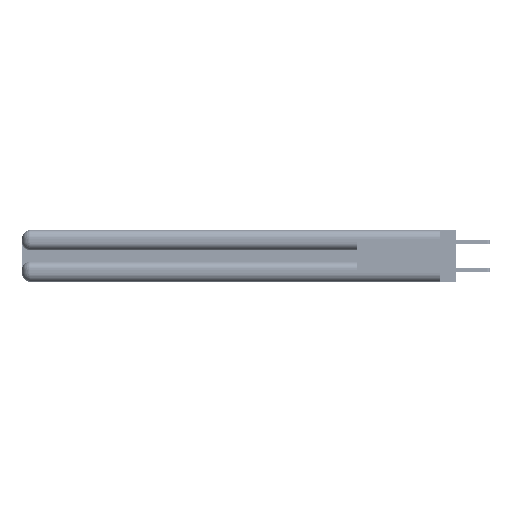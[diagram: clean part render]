
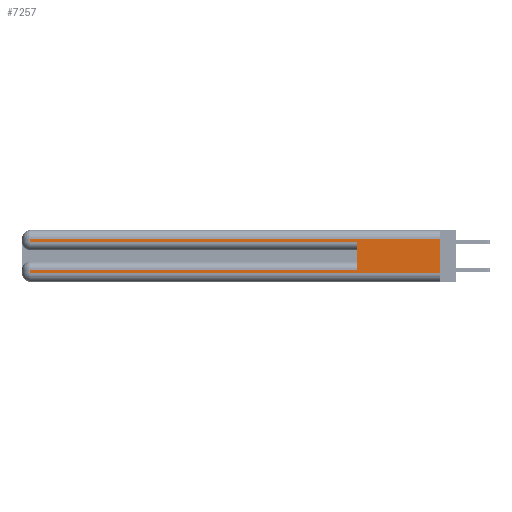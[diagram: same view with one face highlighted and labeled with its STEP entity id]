
A CAD part, left-side view. The second image highlights one B-rep face of the part: STEP entity #7257.
In plain terms, the highlighted planar face has unit normal (-1, 0, 0).
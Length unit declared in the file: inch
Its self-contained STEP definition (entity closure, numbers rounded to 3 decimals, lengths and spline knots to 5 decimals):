
#315 = VERTEX_POINT ( 'NONE', #20681 ) ;
#1330 = VECTOR ( 'NONE', #43926, 39.37008 ) ;
#1349 = CARTESIAN_POINT ( 'NONE',  ( 0., 2.94, 0.31 ) ) ;
#3781 = PLANE ( 'NONE',  #8294 ) ;
#5799 = VECTOR ( 'NONE', #12243, 39.37008 ) ;
#6422 = VERTEX_POINT ( 'NONE', #10858 ) ;
#7257 = ADVANCED_FACE ( 'NONE', ( #20350 ), #3781, .F. ) ;
#7293 = DIRECTION ( 'NONE',  ( 0., 0., 1. ) ) ;
#7600 = LINE ( 'NONE', #36952, #43044 ) ;
#7607 = VERTEX_POINT ( 'NONE', #36115 ) ;
#7782 = DIRECTION ( 'NONE',  ( 0., 0., -1. ) ) ;
#8151 = DIRECTION ( 'NONE',  ( 1., 0., 0. ) ) ;
#8294 = AXIS2_PLACEMENT_3D ( 'NONE', #38600, #8151, #7782 ) ;
#8499 = VECTOR ( 'NONE', #48126, 39.37008 ) ;
#8654 = EDGE_CURVE ( 'NONE', #23061, #6422, #40594, .T. ) ;
#9788 = CARTESIAN_POINT ( 'NONE',  ( 0., 2.94, 0.37 ) ) ;
#10235 = EDGE_CURVE ( 'NONE', #27868, #36770, #20090, .T. ) ;
#10858 = CARTESIAN_POINT ( 'NONE',  ( 0., 0., 0.06 ) ) ;
#11215 = LINE ( 'NONE', #20832, #5799 ) ;
#11645 = DIRECTION ( 'NONE',  ( 0., 0., -1. ) ) ;
#12243 = DIRECTION ( 'NONE',  ( 0., -1., 0. ) ) ;
#12779 = EDGE_CURVE ( 'NONE', #23061, #27868, #7600, .T. ) ;
#13129 = EDGE_CURVE ( 'NONE', #36770, #315, #13203, .T. ) ;
#13203 = LINE ( 'NONE', #15872, #30232 ) ;
#13472 = CARTESIAN_POINT ( 'NONE',  ( 0., 2.94, 0.37 ) ) ;
#14071 = VECTOR ( 'NONE', #11645, 39.37008 ) ;
#15872 = CARTESIAN_POINT ( 'NONE',  ( 0., 0., 0.285 ) ) ;
#16781 = ORIENTED_EDGE ( 'NONE', *, *, #41340, .T. ) ;
#17443 = EDGE_LOOP ( 'NONE', ( #18872, #53270, #24162, #33710, #45366, #25699, #54130, #16781 ) ) ;
#18872 = ORIENTED_EDGE ( 'NONE', *, *, #8654, .F. ) ;
#20090 = LINE ( 'NONE', #9788, #8499 ) ;
#20350 = FACE_OUTER_BOUND ( 'NONE', #17443, .T. ) ;
#20681 = CARTESIAN_POINT ( 'NONE',  ( 0., 0.6, 0.285 ) ) ;
#20832 = CARTESIAN_POINT ( 'NONE',  ( 0., 0., 0.06 ) ) ;
#21694 = VECTOR ( 'NONE', #36893, 39.37008 ) ;
#23061 = VERTEX_POINT ( 'NONE', #54147 ) ;
#24162 = ORIENTED_EDGE ( 'NONE', *, *, #10235, .T. ) ;
#25699 = ORIENTED_EDGE ( 'NONE', *, *, #52653, .T. ) ;
#27868 = VERTEX_POINT ( 'NONE', #1349 ) ;
#28366 = LINE ( 'NONE', #51117, #42000 ) ;
#28479 = CARTESIAN_POINT ( 'NONE',  ( 0., 2.94, 0.06 ) ) ;
#29276 = CARTESIAN_POINT ( 'NONE',  ( 0., 2.94, 0.085 ) ) ;
#30232 = VECTOR ( 'NONE', #55330, 39.37008 ) ;
#31423 = VERTEX_POINT ( 'NONE', #28479 ) ;
#33710 = ORIENTED_EDGE ( 'NONE', *, *, #13129, .T. ) ;
#36115 = CARTESIAN_POINT ( 'NONE',  ( 0., 0.6, 0.085 ) ) ;
#36770 = VERTEX_POINT ( 'NONE', #49041 ) ;
#36893 = DIRECTION ( 'NONE',  ( 0., 1., 0. ) ) ;
#36952 = CARTESIAN_POINT ( 'NONE',  ( 0., 0., 0.31 ) ) ;
#38600 = CARTESIAN_POINT ( 'NONE',  ( 0., 0., 0.37 ) ) ;
#40520 = VERTEX_POINT ( 'NONE', #29276 ) ;
#40594 = LINE ( 'NONE', #46715, #14071 ) ;
#40761 = DIRECTION ( 'NONE',  ( 0., 1., 0. ) ) ;
#41340 = EDGE_CURVE ( 'NONE', #31423, #6422, #11215, .T. ) ;
#42000 = VECTOR ( 'NONE', #7293, 39.37008 ) ;
#43044 = VECTOR ( 'NONE', #40761, 39.37008 ) ;
#43926 = DIRECTION ( 'NONE',  ( 0., 0., -1. ) ) ;
#45366 = ORIENTED_EDGE ( 'NONE', *, *, #46279, .F. ) ;
#45857 = CARTESIAN_POINT ( 'NONE',  ( 0., 0., 0.085 ) ) ;
#46279 = EDGE_CURVE ( 'NONE', #7607, #315, #28366, .T. ) ;
#46715 = CARTESIAN_POINT ( 'NONE',  ( 0., 0., 0.37 ) ) ;
#48126 = DIRECTION ( 'NONE',  ( 0., 0., -1. ) ) ;
#49041 = CARTESIAN_POINT ( 'NONE',  ( 0., 2.94, 0.285 ) ) ;
#50394 = LINE ( 'NONE', #13472, #1330 ) ;
#51117 = CARTESIAN_POINT ( 'NONE',  ( 0., 0.6, 0.145 ) ) ;
#51497 = EDGE_CURVE ( 'NONE', #40520, #31423, #50394, .T. ) ;
#52653 = EDGE_CURVE ( 'NONE', #7607, #40520, #53096, .T. ) ;
#53096 = LINE ( 'NONE', #45857, #21694 ) ;
#53270 = ORIENTED_EDGE ( 'NONE', *, *, #12779, .T. ) ;
#54130 = ORIENTED_EDGE ( 'NONE', *, *, #51497, .T. ) ;
#54147 = CARTESIAN_POINT ( 'NONE',  ( 0., 0., 0.31 ) ) ;
#55330 = DIRECTION ( 'NONE',  ( 0., -1., 0. ) ) ;
